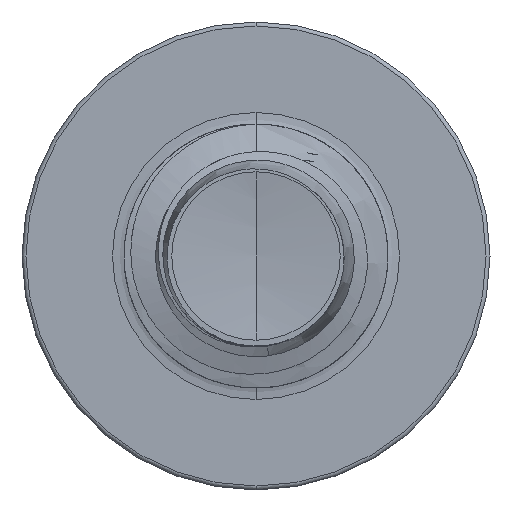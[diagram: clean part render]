
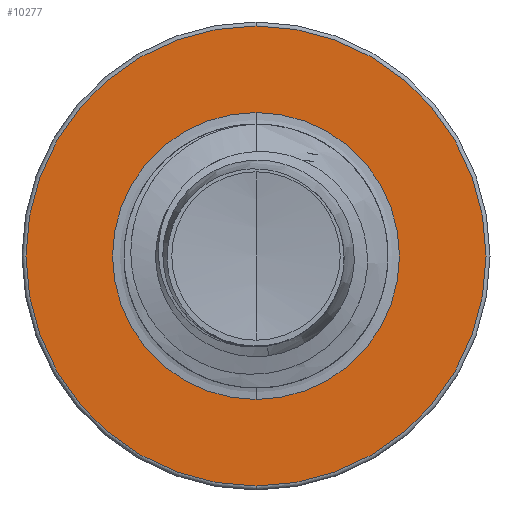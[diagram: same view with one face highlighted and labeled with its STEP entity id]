
A CAD part, front view. The second image highlights one B-rep face of the part: STEP entity #10277.
In plain terms, the highlighted planar face has unit normal (0, -1, 0).
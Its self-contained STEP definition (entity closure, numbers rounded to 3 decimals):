
#32 = EDGE_CURVE ( 'NONE', #23956, #9329, #30298, .T. ) ;
#940 = DIRECTION ( 'NONE',  ( 0., 1., 0. ) ) ;
#1020 = CARTESIAN_POINT ( 'NONE',  ( 0., 8.5, 0. ) ) ;
#1202 = AXIS2_PLACEMENT_3D ( 'NONE', #24036, #9815, #26377 ) ;
#1812 = CIRCLE ( 'NONE', #10432, 1.917 ) ;
#3273 = ORIENTED_EDGE ( 'NONE', *, *, #32, .T. ) ;
#3498 = DIRECTION ( 'NONE',  ( 0., 0., 1. ) ) ;
#4047 = EDGE_CURVE ( 'NONE', #6638, #11094, #16859, .T. ) ;
#4062 = CARTESIAN_POINT ( 'NONE',  ( 0., 8.5, -1.917 ) ) ;
#4397 = ORIENTED_EDGE ( 'NONE', *, *, #22963, .T. ) ;
#4667 = FACE_BOUND ( 'NONE', #11111, .T. ) ;
#5164 = FACE_OUTER_BOUND ( 'NONE', #21494, .T. ) ;
#6638 = VERTEX_POINT ( 'NONE', #21922 ) ;
#6691 = DIRECTION ( 'NONE',  ( 0., 1., 0. ) ) ;
#7378 = PLANE ( 'NONE',  #1202 ) ;
#7675 = AXIS2_PLACEMENT_3D ( 'NONE', #1020, #17935, #3498 ) ;
#7970 = AXIS2_PLACEMENT_3D ( 'NONE', #21024, #6691, #23370 ) ;
#8368 = CARTESIAN_POINT ( 'NONE',  ( 0., 8.5, 1.196 ) ) ;
#9329 = VERTEX_POINT ( 'NONE', #8368 ) ;
#9815 = DIRECTION ( 'NONE',  ( 0., 1., 0. ) ) ;
#10173 = ORIENTED_EDGE ( 'NONE', *, *, #4047, .F. ) ;
#10277 = ADVANCED_FACE ( 'NONE', ( #5164, #4667 ), #7378, .F. ) ;
#10432 = AXIS2_PLACEMENT_3D ( 'NONE', #15409, #940, #17859 ) ;
#10957 = ORIENTED_EDGE ( 'NONE', *, *, #22544, .F. ) ;
#11094 = VERTEX_POINT ( 'NONE', #4062 ) ;
#11111 = EDGE_LOOP ( 'NONE', ( #4397, #3273 ) ) ;
#15409 = CARTESIAN_POINT ( 'NONE',  ( 0., 8.5, 0. ) ) ;
#16571 = CARTESIAN_POINT ( 'NONE',  ( 0., 8.5, -1.196 ) ) ;
#16859 = CIRCLE ( 'NONE', #7970, 1.917 ) ;
#17859 = DIRECTION ( 'NONE',  ( 0., 0., 1. ) ) ;
#17935 = DIRECTION ( 'NONE',  ( 0., 1., 0. ) ) ;
#18690 = DIRECTION ( 'NONE',  ( 0., 1., 0. ) ) ;
#18720 = CARTESIAN_POINT ( 'NONE',  ( 0., 8.5, 0. ) ) ;
#21024 = CARTESIAN_POINT ( 'NONE',  ( 0., 8.5, 0. ) ) ;
#21494 = EDGE_LOOP ( 'NONE', ( #10173, #10957 ) ) ;
#21922 = CARTESIAN_POINT ( 'NONE',  ( 0., 8.5, 1.917 ) ) ;
#22544 = EDGE_CURVE ( 'NONE', #11094, #6638, #1812, .T. ) ;
#22963 = EDGE_CURVE ( 'NONE', #9329, #23956, #24014, .T. ) ;
#23142 = AXIS2_PLACEMENT_3D ( 'NONE', #18720, #18690, #26229 ) ;
#23370 = DIRECTION ( 'NONE',  ( 0., 0., 1. ) ) ;
#23956 = VERTEX_POINT ( 'NONE', #16571 ) ;
#24014 = CIRCLE ( 'NONE', #7675, 1.196 ) ;
#24036 = CARTESIAN_POINT ( 'NONE',  ( 0., 8.5, -1.196 ) ) ;
#26229 = DIRECTION ( 'NONE',  ( 0., 0., 1. ) ) ;
#26377 = DIRECTION ( 'NONE',  ( 0., 0., 1. ) ) ;
#30298 = CIRCLE ( 'NONE', #23142, 1.196 ) ;
